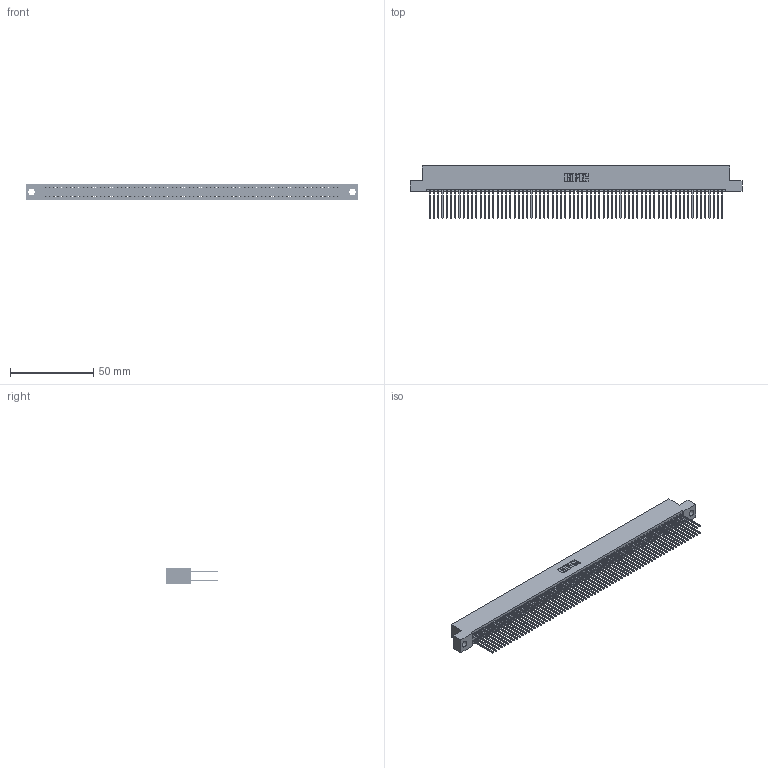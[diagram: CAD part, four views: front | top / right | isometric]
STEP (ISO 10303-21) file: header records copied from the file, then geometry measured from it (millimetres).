
FILE_DESCRIPTION (( 'STEP AP203' ), '1' );
FILE_NAME ('395-140-542-204.STEP', '2021-06-18T04:32:39', ( '' ), ( '' ), 'SwSTEP 2.0', 'SolidWorks 2020', '' );
FILE_SCHEMA (( 'CONFIG_CONTROL_DESIGN' ));
Length unit declared in the file: inch
Products named in the file (3): 395-140-542-204; 345-292-001_345-293-142; 345 Part_Flush Mounting Lugs - 0.156 Dia-TI
Assembly tree (141 placements, depth 2):
  395-140-542-204
    345 Part_Flush Mounting Lugs - 0.156 Dia-TI
    345-292-001_345-293-142  x140
Bounding box: 199.01 x 31.29 x 9.4 mm (x, y, z)
Volume: 20138.5 mm3; surface area: 33211.9 mm2
Topology: 141 solids, 141 shells, 7140 faces, 21237 edges, 13970 vertices
Faces by surface type: plane 4714, cylinder 2426
Entity records: 51591 total; most frequent: CARTESIAN_POINT 8626, ORIENTED_EDGE 8558, DIRECTION 7571, EDGE_CURVE 4279, LINE 3867, VECTOR 3867, VERTEX_POINT 2850, AXIS2_PLACEMENT_3D 1852
